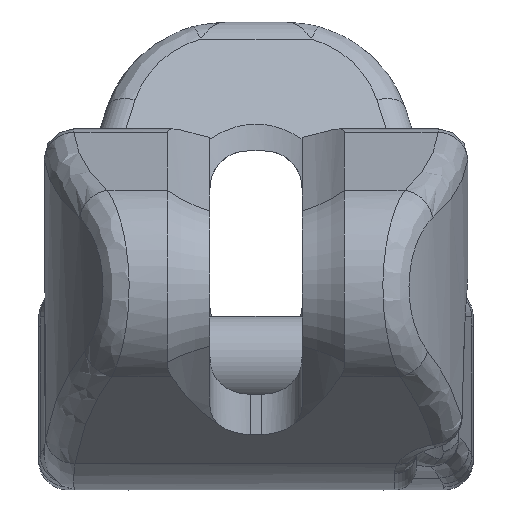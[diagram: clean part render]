
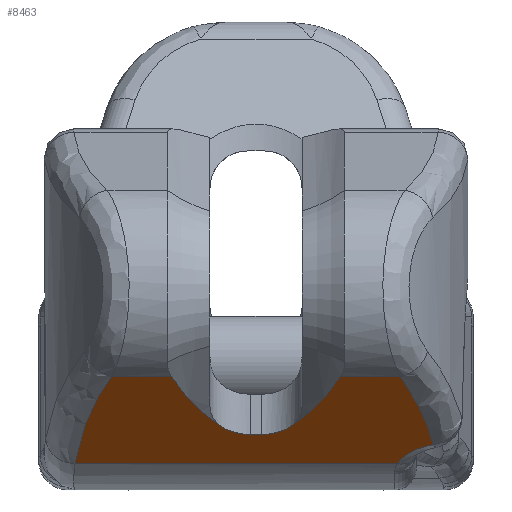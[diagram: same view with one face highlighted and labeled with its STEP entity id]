
A CAD part, front view. The second image highlights one B-rep face of the part: STEP entity #8463.
In plain terms, the highlighted planar face has unit normal (0, -0.5, -0.866).
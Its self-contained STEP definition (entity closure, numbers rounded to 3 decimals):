
#381=DIRECTION('',(-1.,0.,0.));
#382=VECTOR('',#381,1.5);
#383=CARTESIAN_POINT('',(0.75,-77.443,-19.961));
#384=LINE('',#383,#382);
#419=CARTESIAN_POINT('',(5.215,-80.029,-18.466));
#428=CARTESIAN_POINT('',(5.215,-80.029,-18.466));
#429=CARTESIAN_POINT('',(4.714,-79.241,-18.921));
#430=CARTESIAN_POINT('',(3.782,-78.326,-19.451));
#431=CARTESIAN_POINT('',(2.2,-77.601,-19.87));
#432=CARTESIAN_POINT('',(1.269,-77.443,-19.961));
#433=CARTESIAN_POINT('',(0.75,-77.443,
-19.961));
#1450=CARTESIAN_POINT('',(-11.48,-91.006,
-12.121));
#1452=CARTESIAN_POINT('',(-19.58,-91.006,
-12.121));
#1495=CARTESIAN_POINT('',(-24.555,-70.555,
-23.943));
#1496=CARTESIAN_POINT('',(-24.418,-72.322,
-22.921));
#1497=CARTESIAN_POINT('',(-24.003,-75.829,
-20.894));
#1498=CARTESIAN_POINT('',(-22.958,-81.022,
-17.892));
#1499=CARTESIAN_POINT('',(-21.5,-86.103,
-14.955));
#1500=CARTESIAN_POINT('',(-20.265,-89.388,
-13.056));
#1501=CARTESIAN_POINT('',(-19.58,-91.006,
-12.121));
#1516=CARTESIAN_POINT('',(24.048,-75.068,
-21.334));
#1517=CARTESIAN_POINT('',(23.68,-74.948,
-21.403));
#1518=CARTESIAN_POINT('',(22.969,-74.661,
-21.569));
#1519=CARTESIAN_POINT('',(21.959,-74.08,
-21.905));
#1520=CARTESIAN_POINT('',(21.049,-73.361,
-22.32));
#1521=CARTESIAN_POINT('',(20.26,-72.52,
-22.807));
#1522=CARTESIAN_POINT('',(19.619,-71.574,
-23.354));
#1523=CARTESIAN_POINT('',(19.305,-70.903,
-23.742));
#1524=CARTESIAN_POINT('',(19.175,-70.555,
-23.943));
#1526=DIRECTION('',(-1.,0.,0.));
#1527=VECTOR('',#1526,43.73);
#1528=CARTESIAN_POINT('',(19.175,-70.555,
-23.943));
#1529=LINE('',#1528,#1527);
#1530=DIRECTION('',(-1.,0.,0.));
#1531=VECTOR('',#1530,8.101);
#1532=CARTESIAN_POINT('',(-11.48,-91.006,
-12.121));
#1533=LINE('',#1532,#1531);
#1534=DIRECTION('',(1.,0.,0.));
#1535=VECTOR('',#1534,8.101);
#1536=CARTESIAN_POINT('',(11.48,-91.006,
-12.121));
#1537=LINE('',#1536,#1535);
#1538=CARTESIAN_POINT('',(19.58,-91.006,
-12.121));
#1539=CARTESIAN_POINT('',(20.298,-89.31,
-13.101));
#1540=CARTESIAN_POINT('',(21.585,-85.867,
-15.092));
#1541=CARTESIAN_POINT('',(23.084,-80.527,
-18.178));
#1542=CARTESIAN_POINT('',(23.777,-76.902,
-20.274));
#1543=CARTESIAN_POINT('',(24.048,-75.068,
-21.334));
#1976=CARTESIAN_POINT('',(24.048,-75.068,
-21.334));
#1986=CARTESIAN_POINT('',(19.58,-91.006,
-12.121));
#2034=CARTESIAN_POINT('',(11.48,-91.006,
-12.121));
#2045=CARTESIAN_POINT('',(11.48,-91.006,
-12.121));
#2046=CARTESIAN_POINT('',(10.728,-89.034,
-13.261));
#2047=CARTESIAN_POINT('',(9.472,-86.138,
-14.935));
#2048=CARTESIAN_POINT('',(7.318,-82.512,
-17.031));
#2049=CARTESIAN_POINT('',(5.995,-80.818,
-18.01));
#2050=CARTESIAN_POINT('',(5.215,-80.029,
-18.466));
#2957=CARTESIAN_POINT('',(-11.48,-91.006,
-12.121));
#2958=CARTESIAN_POINT('',(-10.728,-89.034,
-13.261));
#2959=CARTESIAN_POINT('',(-9.472,-86.138,
-14.935));
#2960=CARTESIAN_POINT('',(-7.318,-82.512,
-17.031));
#2961=CARTESIAN_POINT('',(-5.995,-80.818,
-18.01));
#2962=CARTESIAN_POINT('',(-5.215,-80.029,
-18.466));
#2995=CARTESIAN_POINT('',(-5.215,-80.029,
-18.466));
#2996=CARTESIAN_POINT('',(-4.714,-79.241,
-18.921));
#2997=CARTESIAN_POINT('',(-3.782,-78.326,
-19.451));
#2998=CARTESIAN_POINT('',(-2.2,-77.601,
-19.87));
#2999=CARTESIAN_POINT('',(-1.269,-77.443,
-19.961));
#3000=CARTESIAN_POINT('',(-0.75,-77.443,
-19.961));
#3002=CARTESIAN_POINT('',(-5.215,-80.029,
-18.466));
#5471=VERTEX_POINT('',#2034);
#5480=VERTEX_POINT('',#419);
#5481=VERTEX_POINT('',#433);
#5517=VERTEX_POINT('',#1986);
#5615=VERTEX_POINT('',#1450);
#5624=VERTEX_POINT('',#3002);
#5625=VERTEX_POINT('',#3000);
#5661=VERTEX_POINT('',#1452);
#5663=VERTEX_POINT('',#1495);
#6234=VERTEX_POINT('',#1976);
#6236=VERTEX_POINT('',#1524);
#8438=CARTESIAN_POINT('',(0.,-91.006,-12.121));
#8439=DIRECTION('',(0.,-0.5,-0.866));
#8440=DIRECTION('',(0.,0.866,-0.5));
#8441=AXIS2_PLACEMENT_3D('',#8438,#8439,#8440);
#8442=PLANE('',#8441);
#8444=ORIENTED_EDGE('',*,*,#8443,.T.);
#8446=ORIENTED_EDGE('',*,*,#8445,.T.);
#8447=ORIENTED_EDGE('',*,*,#8428,.T.);
#8448=ORIENTED_EDGE('',*,*,#8311,.F.);
#8450=ORIENTED_EDGE('',*,*,#8449,.T.);
#8452=ORIENTED_EDGE('',*,*,#8451,.T.);
#8453=ORIENTED_EDGE('',*,*,#7178,.F.);
#8454=ORIENTED_EDGE('',*,*,#7213,.F.);
#8456=ORIENTED_EDGE('',*,*,#8455,.F.);
#8458=ORIENTED_EDGE('',*,*,#8457,.T.);
#8460=ORIENTED_EDGE('',*,*,#8459,.T.);
#8461=EDGE_LOOP('',(#8444,#8446,#8447,#8448,#8450,#8452,#8453,#8454,#8456,#8458,
#8460));
#8462=FACE_OUTER_BOUND('',#8461,.F.);
#8463=ADVANCED_FACE('',(#8462),#8442,.T.);
#434=B_SPLINE_CURVE_WITH_KNOTS('',3,(#428,#429,#430,#431,#432,#433),
.UNSPECIFIED.,.F.,.F.,(4,1,1,4),(0.,0.5,0.75,1.),.UNSPECIFIED.);
#1502=B_SPLINE_CURVE_WITH_KNOTS('',3,(#1495,#1496,#1497,#1498,#1499,#1500,
#1501),.UNSPECIFIED.,.F.,.F.,(4,1,1,1,4),(0.,0.25,0.5,0.75,1.),
.UNSPECIFIED.);
#1525=B_SPLINE_CURVE_WITH_KNOTS('',3,(#1516,#1517,#1518,#1519,#1520,#1521,#1522,
#1523,#1524),.UNSPECIFIED.,.F.,.F.,(4,1,1,1,1,1,4),(0.,0.167,
0.333,0.5,0.667,0.833,1.),
.UNSPECIFIED.);
#1544=B_SPLINE_CURVE_WITH_KNOTS('',3,(#1538,#1539,#1540,#1541,#1542,#1543),
.UNSPECIFIED.,.F.,.F.,(4,1,1,4),(0.,0.333,0.667,1.),
.UNSPECIFIED.);
#2051=B_SPLINE_CURVE_WITH_KNOTS('',3,(#2045,#2046,#2047,#2048,#2049,#2050),
.UNSPECIFIED.,.F.,.F.,(4,1,1,4),(0.,0.5,0.75,1.),.UNSPECIFIED.);
#2963=B_SPLINE_CURVE_WITH_KNOTS('',3,(#2957,#2958,#2959,#2960,#2961,#2962),
.UNSPECIFIED.,.F.,.F.,(4,1,1,4),(0.,0.5,0.75,1.),.UNSPECIFIED.);
#3001=B_SPLINE_CURVE_WITH_KNOTS('',3,(#2995,#2996,#2997,#2998,#2999,#3000),
.UNSPECIFIED.,.F.,.F.,(4,1,1,4),(0.,0.5,0.75,1.),.UNSPECIFIED.);
#7178=EDGE_CURVE('',#5481,#5625,#384,.T.);
#7213=EDGE_CURVE('',#5480,#5481,#434,.T.);
#8311=EDGE_CURVE('',#5615,#5661,#1533,.T.);
#8428=EDGE_CURVE('',#5663,#5661,#1502,.T.);
#8443=EDGE_CURVE('',#6234,#6236,#1525,.T.);
#8445=EDGE_CURVE('',#6236,#5663,#1529,.T.);
#8449=EDGE_CURVE('',#5615,#5624,#2963,.T.);
#8451=EDGE_CURVE('',#5624,#5625,#3001,.T.);
#8455=EDGE_CURVE('',#5471,#5480,#2051,.T.);
#8457=EDGE_CURVE('',#5471,#5517,#1537,.T.);
#8459=EDGE_CURVE('',#5517,#6234,#1544,.T.);
